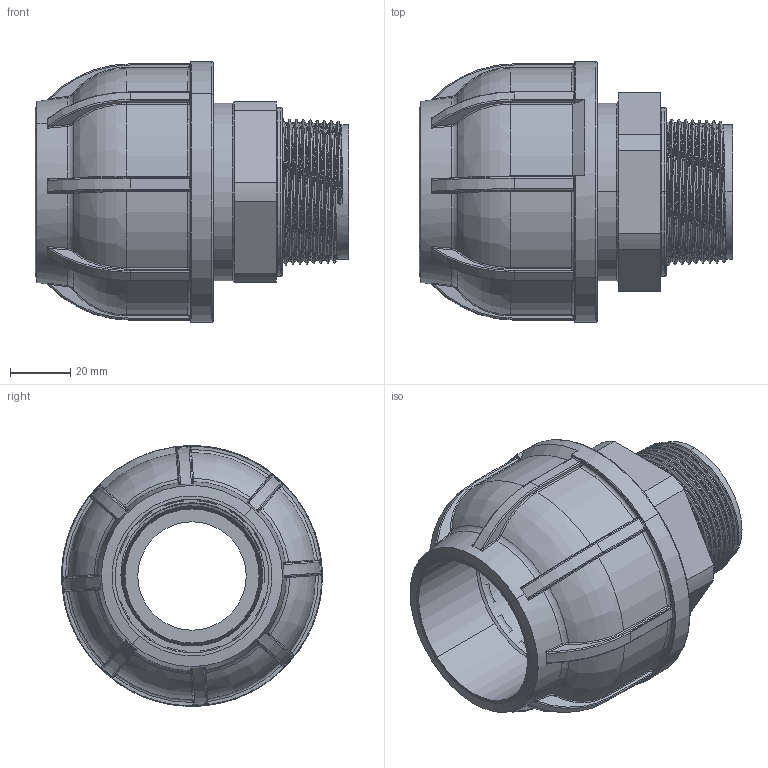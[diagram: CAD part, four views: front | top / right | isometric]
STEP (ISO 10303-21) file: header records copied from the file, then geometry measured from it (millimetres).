
FILE_DESCRIPTION (( 'STEP AP203' ), '1' );
FILE_NAME ('R203.050.112.step', '2013-11-19T09:07:10', ( 'Alusic' ), ( 'Alusic' ), 'SwSTEP 2.0', 'SolidWorks 2011', '' );
FILE_SCHEMA (( 'CONFIG_CONTROL_DESIGN' ));
Length unit declared in the file: millimetre
Products named in the file (1): R203.050.112
Bounding box: 103.95 x 86.48 x 86.48 mm (x, y, z)
Surface area: 55532 mm2 (no closed solid volume)
Topology: 0 solids, 19 shells, 604 faces, 2069 edges, 1375 vertices
Faces by surface type: cylinder 161, bspline 157, plane 136, torus 121, cone 29
Entity records: 46059 total; most frequent: CARTESIAN_POINT 30459, ORIENTED_EDGE 3416, DIRECTION 2800, EDGE_CURVE 2054, VERTEX_POINT 1375, AXIS2_PLACEMENT_3D 1185, B_SPLINE_CURVE_WITH_KNOTS 799, CIRCLE 737
